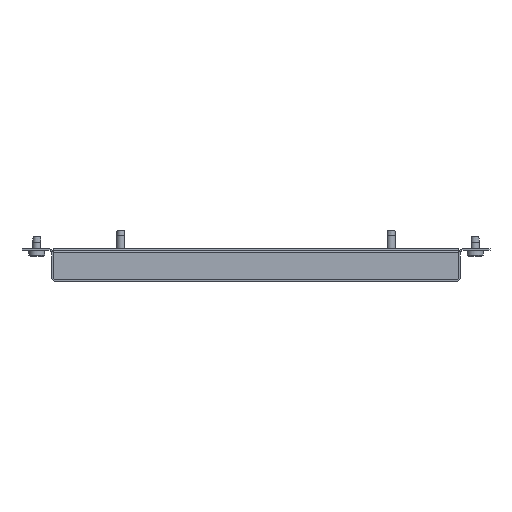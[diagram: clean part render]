
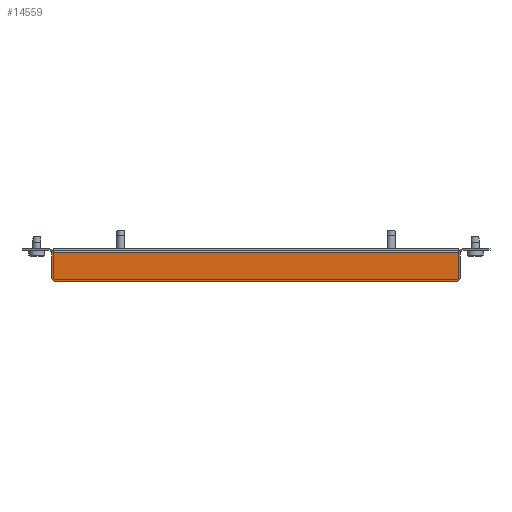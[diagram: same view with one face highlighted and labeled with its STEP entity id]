
A CAD part, front view. The second image highlights one B-rep face of the part: STEP entity #14559.
In plain terms, the highlighted planar face has unit normal (0, -1, 0).
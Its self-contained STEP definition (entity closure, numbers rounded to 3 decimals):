
#14559=ADVANCED_FACE('',(#29646),#29647,.F.);
#29646=FACE_OUTER_BOUND('',#45264,.T.);
#29647=PLANE('',#45265);
#45264=EDGE_LOOP('',(#91991,#91992,#91993,#91994,#91995,#91996,#91997,#91998,#91999,#92000,#92001,#92002,#92003,#92004,#92005,#92006,#92007,#92008,#92009,#92010,#92011,#92012));
#45265=AXIS2_PLACEMENT_3D('',#92013,#92014,#92015);
#91991=ORIENTED_EDGE('',*,*,#116405,.F.);
#91992=ORIENTED_EDGE('',*,*,#98654,.T.);
#91993=ORIENTED_EDGE('',*,*,#116406,.T.);
#91994=ORIENTED_EDGE('',*,*,#116407,.T.);
#91995=ORIENTED_EDGE('',*,*,#116408,.F.);
#91996=ORIENTED_EDGE('',*,*,#116409,.T.);
#91997=ORIENTED_EDGE('',*,*,#116410,.T.);
#91998=ORIENTED_EDGE('',*,*,#116411,.T.);
#91999=ORIENTED_EDGE('',*,*,#116412,.T.);
#92000=ORIENTED_EDGE('',*,*,#116413,.T.);
#92001=ORIENTED_EDGE('',*,*,#116414,.T.);
#92002=ORIENTED_EDGE('',*,*,#116415,.T.);
#92003=ORIENTED_EDGE('',*,*,#116416,.F.);
#92004=ORIENTED_EDGE('',*,*,#116417,.F.);
#92005=ORIENTED_EDGE('',*,*,#116418,.T.);
#92006=ORIENTED_EDGE('',*,*,#116419,.T.);
#92007=ORIENTED_EDGE('',*,*,#116420,.F.);
#92008=ORIENTED_EDGE('',*,*,#116421,.F.);
#92009=ORIENTED_EDGE('',*,*,#116422,.F.);
#92010=ORIENTED_EDGE('',*,*,#116423,.F.);
#92011=ORIENTED_EDGE('',*,*,#116424,.T.);
#92012=ORIENTED_EDGE('',*,*,#116425,.T.);
#92013=CARTESIAN_POINT('',(173.5,0.0,1.946));
#92014=DIRECTION('',(0.0,1.0,0.0));
#92015=DIRECTION('',(-1.0,0.0,0.0));
#98654=EDGE_CURVE('',#121057,#121055,#121058,.T.);
#116405=EDGE_CURVE('',#121057,#146281,#146282,.T.);
#116406=EDGE_CURVE('',#121055,#146283,#146284,.T.);
#116407=EDGE_CURVE('',#146283,#146285,#146286,.T.);
#116408=EDGE_CURVE('',#146287,#146285,#146288,.T.);
#116409=EDGE_CURVE('',#146287,#146289,#146290,.T.);
#116410=EDGE_CURVE('',#146289,#146291,#146292,.T.);
#116411=EDGE_CURVE('',#146291,#146293,#146294,.T.);
#116412=EDGE_CURVE('',#146293,#146295,#146296,.T.);
#116413=EDGE_CURVE('',#146295,#146297,#146298,.T.);
#116414=EDGE_CURVE('',#146297,#146299,#146300,.T.);
#116415=EDGE_CURVE('',#146299,#146301,#146302,.T.);
#116416=EDGE_CURVE('',#146303,#146301,#146304,.T.);
#116417=EDGE_CURVE('',#146305,#146303,#146306,.T.);
#116418=EDGE_CURVE('',#146305,#146307,#146308,.T.);
#116419=EDGE_CURVE('',#146307,#146309,#146310,.T.);
#116420=EDGE_CURVE('',#146311,#146309,#146312,.T.);
#116421=EDGE_CURVE('',#146313,#146311,#146314,.T.);
#116422=EDGE_CURVE('',#146315,#146313,#146316,.T.);
#116423=EDGE_CURVE('',#146317,#146315,#146318,.T.);
#116424=EDGE_CURVE('',#146317,#146319,#146320,.T.);
#116425=EDGE_CURVE('',#146319,#146281,#146321,.T.);
#121055=VERTEX_POINT('',#153042);
#121057=VERTEX_POINT('',#153045);
#121058=LINE('',#153046,#153047);
#146281=VERTEX_POINT('',#191348);
#146282=CIRCLE('',#191349,3.25);
#146283=VERTEX_POINT('',#191350);
#146284=CIRCLE('',#191351,3.25);
#146285=VERTEX_POINT('',#191352);
#146286=LINE('',#191353,#191354);
#146287=VERTEX_POINT('',#191355);
#146288=CIRCLE('',#191356,2.0);
#146289=VERTEX_POINT('',#191357);
#146290=LINE('',#191358,#191359);
#146291=VERTEX_POINT('',#191360);
#146292=LINE('',#191361,#191362);
#146293=VERTEX_POINT('',#191363);
#146294=LINE('',#191364,#191365);
#146295=VERTEX_POINT('',#191366);
#146296=CIRCLE('',#191367,3.25);
#146297=VERTEX_POINT('',#191368);
#146298=LINE('',#191369,#191370);
#146299=VERTEX_POINT('',#191371);
#146300=CIRCLE('',#191372,2.);
#146301=VERTEX_POINT('',#191373);
#146302=LINE('',#191374,#191375);
#146303=VERTEX_POINT('',#191376);
#146304=LINE('',#191377,#191378);
#146305=VERTEX_POINT('',#191379);
#146306=LINE('',#191380,#191381);
#146307=VERTEX_POINT('',#191382);
#146308=CIRCLE('',#191383,2.);
#146309=VERTEX_POINT('',#191384);
#146310=LINE('',#191385,#191386);
#146311=VERTEX_POINT('',#191387);
#146312=CIRCLE('',#191388,3.25);
#146313=VERTEX_POINT('',#191389);
#146314=LINE('',#191390,#191391);
#146315=VERTEX_POINT('',#191392);
#146316=LINE('',#191393,#191394);
#146317=VERTEX_POINT('',#191395);
#146318=LINE('',#191396,#191397);
#146319=VERTEX_POINT('',#191398);
#146320=CIRCLE('',#191399,2.0);
#146321=LINE('',#191400,#191401);
#153042=CARTESIAN_POINT('',(321.75,0.0,0.));
#153045=CARTESIAN_POINT('',(25.25,0.0,0.0));
#153046=CARTESIAN_POINT('',(23.26,0.0,0.0));
#153047=VECTOR('',#194253,1.0);
#191348=CARTESIAN_POINT('',(22.0,0.0,3.25));
#191349=AXIS2_PLACEMENT_3D('',#207332,#207333,#207334);
#191350=CARTESIAN_POINT('',(325.,0.0,3.25));
#191351=AXIS2_PLACEMENT_3D('',#207335,#207336,#207337);
#191352=CARTESIAN_POINT('',(325.0,0.0,21.25));
#191353=CARTESIAN_POINT('',(325.0,0.0,3.25));
#191354=VECTOR('',#207338,1.0);
#191355=CARTESIAN_POINT('',(327.,0.0,23.25));
#191356=AXIS2_PLACEMENT_3D('',#207339,#207340,#207341);
#191357=CARTESIAN_POINT('',(347.0,0.0,23.25));
#191358=CARTESIAN_POINT('',(327.0,0.0,23.25));
#191359=VECTOR('',#207342,1.0);
#191360=CARTESIAN_POINT('',(347.0,0.0,24.5));
#191361=CARTESIAN_POINT('',(347.0,0.0,23.25));
#191362=VECTOR('',#207343,1.0);
#191363=CARTESIAN_POINT('',(327.0,0.0,24.5));
#191364=CARTESIAN_POINT('',(347.0,0.0,24.5));
#191365=VECTOR('',#207344,1.0);
#191366=CARTESIAN_POINT('',(323.75,0.0,21.25));
#191367=AXIS2_PLACEMENT_3D('',#207345,#207346,#207347);
#191368=CARTESIAN_POINT('',(323.75,0.0,3.25));
#191369=CARTESIAN_POINT('',(323.75,0.0,21.25));
#191370=VECTOR('',#207348,1.0);
#191371=CARTESIAN_POINT('',(323.74,0.0,3.05));
#191372=AXIS2_PLACEMENT_3D('',#207349,#207350,#207351);
#191373=CARTESIAN_POINT('',(323.74,0.0,21.25));
#191374=CARTESIAN_POINT('',(323.74,0.0,0.0));
#191375=VECTOR('',#207352,1.0);
#191376=CARTESIAN_POINT('',(23.26,0.0,21.25));
#191377=CARTESIAN_POINT('',(23.26,0.0,21.25));
#191378=VECTOR('',#207353,1.0);
#191379=CARTESIAN_POINT('',(23.26,0.0,3.05));
#191380=CARTESIAN_POINT('',(23.26,0.0,0.0));
#191381=VECTOR('',#207354,1.0);
#191382=CARTESIAN_POINT('',(23.25,0.0,3.25));
#191383=AXIS2_PLACEMENT_3D('',#207355,#207356,#207357);
#191384=CARTESIAN_POINT('',(23.25,0.0,21.25));
#191385=CARTESIAN_POINT('',(23.25,0.0,3.25));
#191386=VECTOR('',#207358,1.0);
#191387=CARTESIAN_POINT('',(20.0,0.0,24.5));
#191388=AXIS2_PLACEMENT_3D('',#207359,#207360,#207361);
#191389=CARTESIAN_POINT('',(0.0,0.0,24.5));
#191390=CARTESIAN_POINT('',(0.0,0.0,24.5));
#191391=VECTOR('',#207362,1.0);
#191392=CARTESIAN_POINT('',(0.0,0.0,23.25));
#191393=CARTESIAN_POINT('',(0.0,0.0,23.25));
#191394=VECTOR('',#207363,1.0);
#191395=CARTESIAN_POINT('',(20.,0.0,23.25));
#191396=CARTESIAN_POINT('',(20.0,0.0,23.25));
#191397=VECTOR('',#207364,1.0);
#191398=CARTESIAN_POINT('',(22.0,0.0,21.25));
#191399=AXIS2_PLACEMENT_3D('',#207365,#207366,#207367);
#191400=CARTESIAN_POINT('',(22.0,0.0,21.25));
#191401=VECTOR('',#207368,1.0);
#194253=DIRECTION('',(1.0,0.0,0.0));
#207332=CARTESIAN_POINT('',(25.25,0.0,3.25));
#207333=DIRECTION('',(0.0,1.0,0.0));
#207334=DIRECTION('',(0.,0.0,-1.0));
#207335=CARTESIAN_POINT('',(321.75,0.0,3.25));
#207336=DIRECTION('',(0.0,-1.0,-0.0));
#207337=DIRECTION('',(1.0,0.0,0.));
#207338=DIRECTION('',(0.0,0.0,1.0));
#207339=CARTESIAN_POINT('',(327.,0.0,21.25));
#207340=DIRECTION('',(0.0,-1.0,0.0));
#207341=DIRECTION('',(0.,0.0,1.0));
#207342=DIRECTION('',(1.0,0.0,0.0));
#207343=DIRECTION('',(0.0,0.0,1.0));
#207344=DIRECTION('',(-1.0,0.0,0.0));
#207345=CARTESIAN_POINT('',(327.,0.0,21.25));
#207346=DIRECTION('',(0.0,-1.0,0.0));
#207347=DIRECTION('',(0.,0.0,1.0));
#207348=DIRECTION('',(0.0,0.0,-1.0));
#207349=CARTESIAN_POINT('',(321.75,0.0,3.25));
#207350=DIRECTION('',(0.0,1.0,0.0));
#207351=DIRECTION('',(1.0,0.0,0.));
#207352=DIRECTION('',(0.0,0.0,1.0));
#207353=DIRECTION('',(1.0,0.0,0.0));
#207354=DIRECTION('',(0.0,0.0,1.0));
#207355=CARTESIAN_POINT('',(25.25,0.0,3.25));
#207356=DIRECTION('',(0.0,1.0,0.0));
#207357=DIRECTION('',(0.,0.0,-1.0));
#207358=DIRECTION('',(0.0,0.0,1.0));
#207359=CARTESIAN_POINT('',(20.,0.0,21.25));
#207360=DIRECTION('',(-0.0,1.0,0.0));
#207361=DIRECTION('',(0.,0.0,1.0));
#207362=DIRECTION('',(1.0,0.0,0.0));
#207363=DIRECTION('',(0.0,0.0,1.0));
#207364=DIRECTION('',(-1.0,0.0,0.0));
#207365=CARTESIAN_POINT('',(20.,0.0,21.25));
#207366=DIRECTION('',(-0.0,1.0,0.0));
#207367=DIRECTION('',(0.,0.0,1.0));
#207368=DIRECTION('',(0.0,0.0,-1.0));
